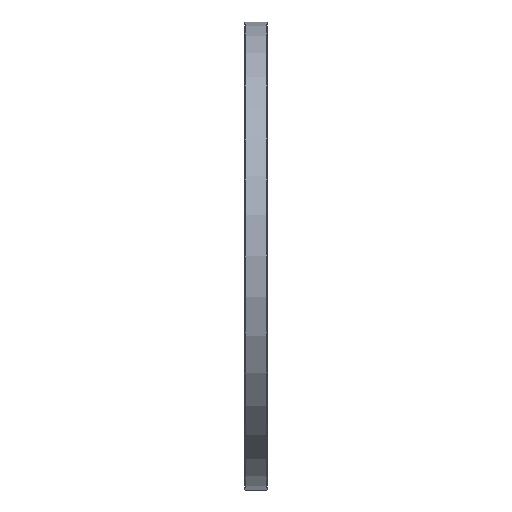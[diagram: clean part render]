
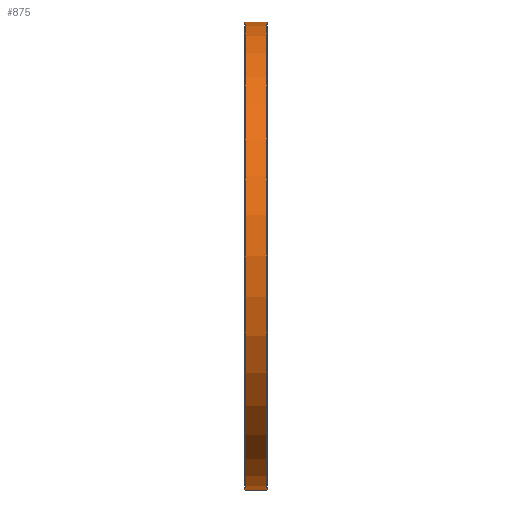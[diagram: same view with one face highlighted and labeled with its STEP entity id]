
A CAD part, left-side view. The second image highlights one B-rep face of the part: STEP entity #875.
In plain terms, the highlighted cylindrical face has radius 167.5 mm (diameter 335 mm), a partial arc.
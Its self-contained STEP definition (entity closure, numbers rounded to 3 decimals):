
#42 = CARTESIAN_POINT ( 'NONE',  ( 0., 16., -167.5 ) ) ;
#47 = CARTESIAN_POINT ( 'NONE',  ( 0., 15.6, 167.5 ) ) ;
#88 = DIRECTION ( 'NONE',  ( 0., 0., 1. ) ) ;
#96 = AXIS2_PLACEMENT_3D ( 'NONE', #1059, #880, #870 ) ;
#114 = ORIENTED_EDGE ( 'NONE', *, *, #1417, .F. ) ;
#130 = DIRECTION ( 'NONE',  ( 0., 0., -1. ) ) ;
#191 = DIRECTION ( 'NONE',  ( 0., -1., 0. ) ) ;
#250 = VERTEX_POINT ( 'NONE', #1741 ) ;
#360 = EDGE_CURVE ( 'NONE', #923, #250, #564, .T. ) ;
#489 = DIRECTION ( 'NONE',  ( 0., -1., 0. ) ) ;
#558 = VERTEX_POINT ( 'NONE', #47 ) ;
#564 = LINE ( 'NONE', #42, #2175 ) ;
#692 = CARTESIAN_POINT ( 'NONE',  ( 0., 15.6, -167.5 ) ) ;
#738 = EDGE_LOOP ( 'NONE', ( #114, #1155, #2182, #1218 ) ) ;
#870 = DIRECTION ( 'NONE',  ( 0., 0., 1. ) ) ;
#875 = ADVANCED_FACE ( 'NONE', ( #1169 ), #1608, .T. ) ;
#880 = DIRECTION ( 'NONE',  ( 0., 1., 0. ) ) ;
#886 = AXIS2_PLACEMENT_3D ( 'NONE', #2436, #1260, #88 ) ;
#899 = EDGE_CURVE ( 'NONE', #250, #2327, #1106, .T. ) ;
#923 = VERTEX_POINT ( 'NONE', #692 ) ;
#1059 = CARTESIAN_POINT ( 'NONE',  ( 0., 0.4, 0. ) ) ;
#1088 = CARTESIAN_POINT ( 'NONE',  ( 0., 16., 0. ) ) ;
#1106 = CIRCLE ( 'NONE', #96, 167.5 ) ;
#1155 = ORIENTED_EDGE ( 'NONE', *, *, #1543, .T. ) ;
#1169 = FACE_OUTER_BOUND ( 'NONE', #738, .T. ) ;
#1217 = CIRCLE ( 'NONE', #886, 167.5 ) ;
#1218 = ORIENTED_EDGE ( 'NONE', *, *, #899, .T. ) ;
#1260 = DIRECTION ( 'NONE',  ( 0., -1., 0. ) ) ;
#1417 = EDGE_CURVE ( 'NONE', #558, #2327, #1696, .T. ) ;
#1543 = EDGE_CURVE ( 'NONE', #558, #923, #1217, .T. ) ;
#1608 = CYLINDRICAL_SURFACE ( 'NONE', #2377, 167.5 ) ;
#1623 = VECTOR ( 'NONE', #2109, 1000. ) ;
#1696 = LINE ( 'NONE', #2099, #1623 ) ;
#1741 = CARTESIAN_POINT ( 'NONE',  ( 0., 0.4, -167.5 ) ) ;
#2099 = CARTESIAN_POINT ( 'NONE',  ( 0., 16., 167.5 ) ) ;
#2109 = DIRECTION ( 'NONE',  ( 0., -1., 0. ) ) ;
#2122 = CARTESIAN_POINT ( 'NONE',  ( 0., 0.4, 167.5 ) ) ;
#2175 = VECTOR ( 'NONE', #191, 1000. ) ;
#2182 = ORIENTED_EDGE ( 'NONE', *, *, #360, .T. ) ;
#2327 = VERTEX_POINT ( 'NONE', #2122 ) ;
#2377 = AXIS2_PLACEMENT_3D ( 'NONE', #1088, #489, #130 ) ;
#2436 = CARTESIAN_POINT ( 'NONE',  ( 0., 15.6, 0. ) ) ;
